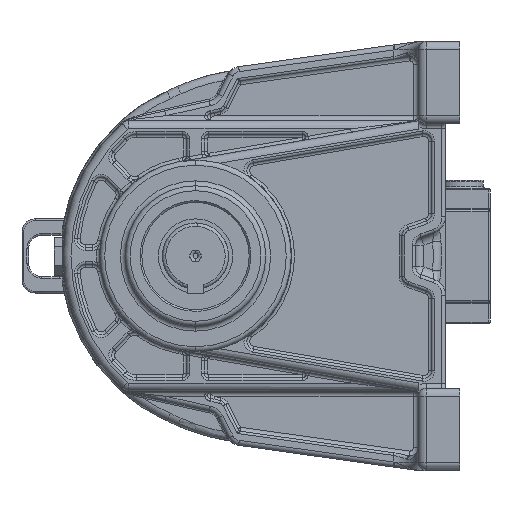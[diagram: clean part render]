
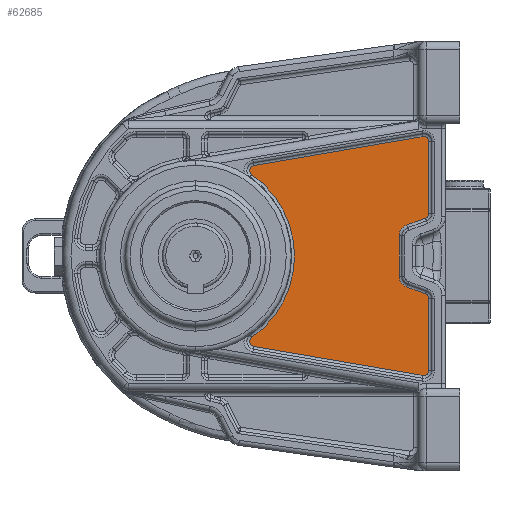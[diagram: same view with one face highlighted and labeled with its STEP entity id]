
A CAD part, left-side view. The second image highlights one B-rep face of the part: STEP entity #62685.
In plain terms, the highlighted planar face has unit normal (-1, 0, 0).
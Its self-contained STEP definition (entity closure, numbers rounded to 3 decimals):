
#597 = DIRECTION ( 'NONE',  ( -1., 0., 0. ) ) ;
#1230 = ORIENTED_EDGE ( 'NONE', *, *, #65688, .F. ) ;
#1480 = CIRCLE ( 'NONE', #40943, 3. ) ;
#1569 = DIRECTION ( 'NONE',  ( 0., 0.986, 0.169 ) ) ;
#1838 = DIRECTION ( 'NONE',  ( 0., 0.169, 0.986 ) ) ;
#2016 = AXIS2_PLACEMENT_3D ( 'NONE', #46477, #62371, #18378 ) ;
#2783 = VERTEX_POINT ( 'NONE', #59641 ) ;
#3298 = EDGE_CURVE ( 'NONE', #33871, #14659, #35162, .T. ) ;
#4772 = CIRCLE ( 'NONE', #46647, 3. ) ;
#5216 = CARTESIAN_POINT ( 'NONE',  ( -138.5, -91.921, 18.777 ) ) ;
#5988 = DIRECTION ( 'NONE',  ( 0., -0.94, -0.342 ) ) ;
#6368 = CARTESIAN_POINT ( 'NONE',  ( -138.5, -103.341, -22.934 ) ) ;
#6858 = CARTESIAN_POINT ( 'NONE',  ( -138.5, -105.315, -25.753 ) ) ;
#7481 = DIRECTION ( 'NONE',  ( 0., -0.986, 0.169 ) ) ;
#7663 = DIRECTION ( 'NONE',  ( 0., 0.169, -0.986 ) ) ;
#7683 = DIRECTION ( 'NONE',  ( 0., 0., -1. ) ) ;
#7838 = CARTESIAN_POINT ( 'NONE',  ( -138.5, 0.697, 54.762 ) ) ;
#7940 = VERTEX_POINT ( 'NONE', #10024 ) ;
#8794 = EDGE_CURVE ( 'NONE', #14659, #7940, #25507, .T. ) ;
#9512 = DIRECTION ( 'NONE',  ( 1., 0., 0. ) ) ;
#9641 = CARTESIAN_POINT ( 'NONE',  ( -138.5, -101.808, 72.342 ) ) ;
#10024 = CARTESIAN_POINT ( 'NONE',  ( -138.5, -103.341, 22.934 ) ) ;
#10114 = ORIENTED_EDGE ( 'NONE', *, *, #36315, .F. ) ;
#10559 = CIRCLE ( 'NONE', #52458, 60. ) ;
#11067 = EDGE_CURVE ( 'NONE', #7940, #64119, #47370, .T. ) ;
#11681 = AXIS2_PLACEMENT_3D ( 'NONE', #35203, #70026, #1838 ) ;
#12301 = ORIENTED_EDGE ( 'NONE', *, *, #70718, .F. ) ;
#13197 = FACE_OUTER_BOUND ( 'NONE', #45038, .T. ) ;
#14243 = DIRECTION ( 'NONE',  ( 1., 0., 0. ) ) ;
#14659 = VERTEX_POINT ( 'NONE', #42255 ) ;
#15159 = CARTESIAN_POINT ( 'NONE',  ( -138.5, -91.921, -18.777 ) ) ;
#15260 = ORIENTED_EDGE ( 'NONE', *, *, #22272, .F. ) ;
#15583 = ORIENTED_EDGE ( 'NONE', *, *, #8794, .F. ) ;
#16061 = EDGE_CURVE ( 'NONE', #16224, #63167, #4772, .T. ) ;
#16224 = VERTEX_POINT ( 'NONE', #37865 ) ;
#17453 = EDGE_CURVE ( 'NONE', #64119, #65854, #63502, .T. ) ;
#17869 = VERTEX_POINT ( 'NONE', #68709 ) ;
#18350 = VECTOR ( 'NONE', #54486, 1000. ) ;
#18378 = DIRECTION ( 'NONE',  ( 0., 1., 0. ) ) ;
#18386 = DIRECTION ( 'NONE',  ( -1., 0., 0. ) ) ;
#19039 = ORIENTED_EDGE ( 'NONE', *, *, #56683, .F. ) ;
#20380 = EDGE_CURVE ( 'NONE', #35666, #17869, #10559, .T. ) ;
#21105 = ORIENTED_EDGE ( 'NONE', *, *, #20380, .F. ) ;
#21262 = ORIENTED_EDGE ( 'NONE', *, *, #32697, .F. ) ;
#22272 = EDGE_CURVE ( 'NONE', #58400, #63738, #24804, .T. ) ;
#23359 = CARTESIAN_POINT ( 'NONE',  ( -138.5, 0., 0. ) ) ;
#23494 = DIRECTION ( 'NONE',  ( 0., -0.342, 0.94 ) ) ;
#24441 = ORIENTED_EDGE ( 'NONE', *, *, #3298, .F. ) ;
#24804 = CIRCLE ( 'NONE', #2016, 7. ) ;
#25507 = CIRCLE ( 'NONE', #31325, 3. ) ;
#25609 = VECTOR ( 'NONE', #1569, 1000. ) ;
#25683 = CARTESIAN_POINT ( 'NONE',  ( -138.5, 0.697, -54.762 ) ) ;
#28133 = CIRCLE ( 'NONE', #36475, 3. ) ;
#28484 = LINE ( 'NONE', #73820, #41914 ) ;
#28960 = CARTESIAN_POINT ( 'NONE',  ( -138.5, -101.808, -72.342 ) ) ;
#29109 = EDGE_CURVE ( 'NONE', #63167, #36619, #41271, .T. ) ;
#29146 = CARTESIAN_POINT ( 'NONE',  ( -138.5, -102.315, -25.753 ) ) ;
#29542 = EDGE_CURVE ( 'NONE', #61280, #16224, #35093, .T. ) ;
#29982 = LINE ( 'NONE', #7838, #36888 ) ;
#30054 = VECTOR ( 'NONE', #7683, 1000. ) ;
#30451 = CARTESIAN_POINT ( 'NONE',  ( -138.5, -87.315, -12.199 ) ) ;
#31196 = CARTESIAN_POINT ( 'NONE',  ( -138.5, 1.897, -49.338 ) ) ;
#31325 = AXIS2_PLACEMENT_3D ( 'NONE', #31886, #14243, #53614 ) ;
#31886 = CARTESIAN_POINT ( 'NONE',  ( -138.5, -102.315, 25.753 ) ) ;
#32697 = EDGE_CURVE ( 'NONE', #17869, #2783, #28133, .T. ) ;
#33721 = ORIENTED_EDGE ( 'NONE', *, *, #11067, .F. ) ;
#33871 = VERTEX_POINT ( 'NONE', #42591 ) ;
#34442 = ORIENTED_EDGE ( 'NONE', *, *, #17453, .F. ) ;
#35093 = LINE ( 'NONE', #58305, #65120 ) ;
#35162 = LINE ( 'NONE', #50906, #56894 ) ;
#35203 = CARTESIAN_POINT ( 'NONE',  ( -138.5, -102.315, 69.386 ) ) ;
#35666 = VERTEX_POINT ( 'NONE', #31196 ) ;
#35911 = CARTESIAN_POINT ( 'NONE',  ( -138.5, -101.808, -72.342 ) ) ;
#36315 = EDGE_CURVE ( 'NONE', #65854, #58400, #52301, .T. ) ;
#36475 = AXIS2_PLACEMENT_3D ( 'NONE', #60114, #9512, #47737 ) ;
#36619 = VERTEX_POINT ( 'NONE', #25683 ) ;
#36888 = VECTOR ( 'NONE', #7481, 1000. ) ;
#37865 = CARTESIAN_POINT ( 'NONE',  ( -138.5, -105.315, -69.386 ) ) ;
#40587 = DIRECTION ( 'NONE',  ( -1., 0., 0. ) ) ;
#40770 = AXIS2_PLACEMENT_3D ( 'NONE', #58648, #597, #63159 ) ;
#40943 = AXIS2_PLACEMENT_3D ( 'NONE', #53391, #53754, #7663 ) ;
#41271 = LINE ( 'NONE', #28960, #25609 ) ;
#41914 = VECTOR ( 'NONE', #5988, 1000. ) ;
#42255 = CARTESIAN_POINT ( 'NONE',  ( -138.5, -105.315, 25.753 ) ) ;
#42591 = CARTESIAN_POINT ( 'NONE',  ( -138.5, -105.315, 69.386 ) ) ;
#43405 = ORIENTED_EDGE ( 'NONE', *, *, #16061, .F. ) ;
#45038 = EDGE_LOOP ( 'NONE', ( #70567, #43405, #68435, #19039, #51196, #15260, #10114, #34442, #33721, #15583, #24441, #65061, #1230, #21262, #21105, #12301 ) ) ;
#45779 = CARTESIAN_POINT ( 'NONE',  ( -138.5, 36.04, 0. ) ) ;
#46477 = CARTESIAN_POINT ( 'NONE',  ( -138.5, -94.315, -12.199 ) ) ;
#46647 = AXIS2_PLACEMENT_3D ( 'NONE', #65587, #48364, #47602 ) ;
#46709 = EDGE_CURVE ( 'NONE', #63738, #46886, #28484, .T. ) ;
#46886 = VERTEX_POINT ( 'NONE', #6368 ) ;
#47305 = PLANE ( 'NONE',  #54053 ) ;
#47370 = LINE ( 'NONE', #70991, #18350 ) ;
#47602 = DIRECTION ( 'NONE',  ( 0., -1., 0. ) ) ;
#47737 = DIRECTION ( 'NONE',  ( 0., 0.569, -0.822 ) ) ;
#48364 = DIRECTION ( 'NONE',  ( 1., 0., 0. ) ) ;
#50906 = CARTESIAN_POINT ( 'NONE',  ( -138.5, -105.315, 69.386 ) ) ;
#51196 = ORIENTED_EDGE ( 'NONE', *, *, #46709, .F. ) ;
#52301 = LINE ( 'NONE', #59388, #30054 ) ;
#52450 = CIRCLE ( 'NONE', #56033, 3. ) ;
#52458 = AXIS2_PLACEMENT_3D ( 'NONE', #45779, #18386, #52495 ) ;
#52495 = DIRECTION ( 'NONE',  ( 0., -0.569, -0.822 ) ) ;
#53391 = CARTESIAN_POINT ( 'NONE',  ( -138.5, 0.19, -51.805 ) ) ;
#53614 = DIRECTION ( 'NONE',  ( 0., -1., 0. ) ) ;
#53754 = DIRECTION ( 'NONE',  ( 1., 0., 0. ) ) ;
#54053 = AXIS2_PLACEMENT_3D ( 'NONE', #23359, #40587, #63440 ) ;
#54486 = DIRECTION ( 'NONE',  ( 0., 0.94, -0.342 ) ) ;
#56033 = AXIS2_PLACEMENT_3D ( 'NONE', #29146, #73727, #23494 ) ;
#56338 = EDGE_CURVE ( 'NONE', #67824, #33871, #72739, .T. ) ;
#56547 = DIRECTION ( 'NONE',  ( 0., 0., -1. ) ) ;
#56683 = EDGE_CURVE ( 'NONE', #46886, #61280, #52450, .T. ) ;
#56894 = VECTOR ( 'NONE', #56547, 1000. ) ;
#58305 = CARTESIAN_POINT ( 'NONE',  ( -138.5, -105.315, -25.753 ) ) ;
#58400 = VERTEX_POINT ( 'NONE', #30451 ) ;
#58648 = CARTESIAN_POINT ( 'NONE',  ( -138.5, -94.315, 12.199 ) ) ;
#59388 = CARTESIAN_POINT ( 'NONE',  ( -138.5, -87.315, 12.199 ) ) ;
#59641 = CARTESIAN_POINT ( 'NONE',  ( -138.5, 0.697, 54.762 ) ) ;
#60114 = CARTESIAN_POINT ( 'NONE',  ( -138.5, 0.19, 51.805 ) ) ;
#61280 = VERTEX_POINT ( 'NONE', #6858 ) ;
#62371 = DIRECTION ( 'NONE',  ( -1., 0., 0. ) ) ;
#62685 = ADVANCED_FACE ( 'NONE', ( #13197 ), #47305, .T. ) ;
#63159 = DIRECTION ( 'NONE',  ( 0., 0.342, 0.94 ) ) ;
#63167 = VERTEX_POINT ( 'NONE', #35911 ) ;
#63440 = DIRECTION ( 'NONE',  ( 0., 0., 1. ) ) ;
#63502 = CIRCLE ( 'NONE', #40770, 7. ) ;
#63738 = VERTEX_POINT ( 'NONE', #15159 ) ;
#64119 = VERTEX_POINT ( 'NONE', #5216 ) ;
#64662 = DIRECTION ( 'NONE',  ( 0., 0., -1. ) ) ;
#65061 = ORIENTED_EDGE ( 'NONE', *, *, #56338, .F. ) ;
#65120 = VECTOR ( 'NONE', #64662, 1000. ) ;
#65587 = CARTESIAN_POINT ( 'NONE',  ( -138.5, -102.315, -69.386 ) ) ;
#65688 = EDGE_CURVE ( 'NONE', #2783, #67824, #29982, .T. ) ;
#65854 = VERTEX_POINT ( 'NONE', #70343 ) ;
#67824 = VERTEX_POINT ( 'NONE', #9641 ) ;
#68435 = ORIENTED_EDGE ( 'NONE', *, *, #29542, .F. ) ;
#68709 = CARTESIAN_POINT ( 'NONE',  ( -138.5, 1.897, 49.338 ) ) ;
#70026 = DIRECTION ( 'NONE',  ( 1., 0., 0. ) ) ;
#70343 = CARTESIAN_POINT ( 'NONE',  ( -138.5, -87.315, 12.199 ) ) ;
#70567 = ORIENTED_EDGE ( 'NONE', *, *, #29109, .F. ) ;
#70718 = EDGE_CURVE ( 'NONE', #36619, #35666, #1480, .T. ) ;
#70991 = CARTESIAN_POINT ( 'NONE',  ( -138.5, -103.341, 22.934 ) ) ;
#72739 = CIRCLE ( 'NONE', #11681, 3. ) ;
#73727 = DIRECTION ( 'NONE',  ( 1., 0., 0. ) ) ;
#73820 = CARTESIAN_POINT ( 'NONE',  ( -138.5, -91.921, -18.777 ) ) ;
